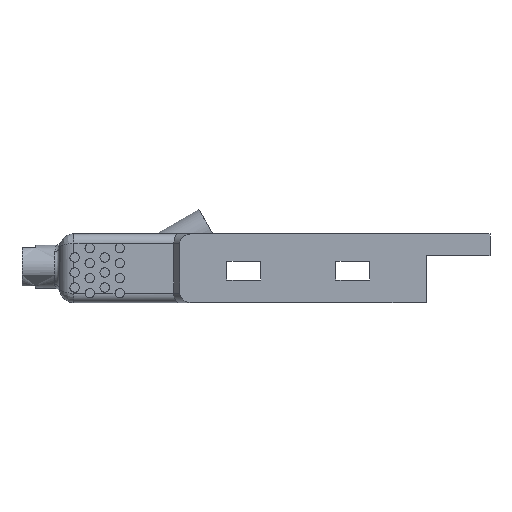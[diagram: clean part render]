
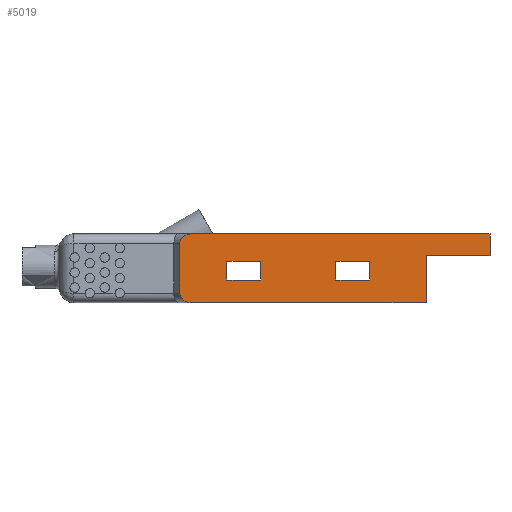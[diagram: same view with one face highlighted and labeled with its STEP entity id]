
A CAD part, front view. The second image highlights one B-rep face of the part: STEP entity #5019.
In plain terms, the highlighted planar face has unit normal (0, -1, 0).
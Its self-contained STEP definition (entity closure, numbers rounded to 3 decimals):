
#121=FACE_BOUND('',#1711,.T.);
#122=FACE_BOUND('',#1712,.T.);
#147=ELLIPSE('',#5445,0.614,0.5);
#148=ELLIPSE('',#5448,0.614,0.5);
#256=PLANE('',#5447);
#475=LINE('',#8346,#860);
#519=LINE('',#8888,#904);
#552=LINE('',#9086,#937);
#553=LINE('',#9089,#938);
#554=LINE('',#9091,#939);
#555=LINE('',#9092,#940);
#556=LINE('',#9095,#941);
#557=LINE('',#9097,#942);
#558=LINE('',#9099,#943);
#559=LINE('',#9100,#944);
#560=LINE('',#9103,#945);
#561=LINE('',#9105,#946);
#562=LINE('',#9107,#947);
#563=LINE('',#9108,#948);
#860=VECTOR('',#5998,10.);
#904=VECTOR('',#6178,10.);
#937=VECTOR('',#6349,10.);
#938=VECTOR('',#6352,10.);
#939=VECTOR('',#6353,10.);
#940=VECTOR('',#6354,10.);
#941=VECTOR('',#6355,10.);
#942=VECTOR('',#6356,10.);
#943=VECTOR('',#6357,10.);
#944=VECTOR('',#6358,10.);
#945=VECTOR('',#6359,10.);
#946=VECTOR('',#6360,10.);
#947=VECTOR('',#6361,10.);
#948=VECTOR('',#6362,10.);
#1354=FACE_OUTER_BOUND('',#1710,.T.);
#1710=EDGE_LOOP('',(#4127,#4128,#4129,#4130,#4131,#4132,#4133,#4134));
#1711=EDGE_LOOP('',(#4135,#4136,#4137,#4138));
#1712=EDGE_LOOP('',(#4139,#4140,#4141,#4142));
#2381=VERTEX_POINT('',#8343);
#2382=VERTEX_POINT('',#8345);
#2474=VERTEX_POINT('',#8885);
#2475=VERTEX_POINT('',#8887);
#2534=VERTEX_POINT('',#9080);
#2535=VERTEX_POINT('',#9085);
#2536=VERTEX_POINT('',#9088);
#2537=VERTEX_POINT('',#9090);
#2538=VERTEX_POINT('',#9093);
#2539=VERTEX_POINT('',#9094);
#2540=VERTEX_POINT('',#9096);
#2541=VERTEX_POINT('',#9098);
#2542=VERTEX_POINT('',#9101);
#2543=VERTEX_POINT('',#9102);
#2544=VERTEX_POINT('',#9104);
#2545=VERTEX_POINT('',#9106);
#2921=EDGE_CURVE('',#2381,#2382,#475,.T.);
#3041=EDGE_CURVE('',#2475,#2474,#519,.T.);
#3125=EDGE_CURVE('',#2534,#2381,#147,.T.);
#3126=EDGE_CURVE('',#2535,#2534,#552,.T.);
#3127=EDGE_CURVE('',#2475,#2535,#148,.T.);
#3128=EDGE_CURVE('',#2474,#2536,#553,.T.);
#3129=EDGE_CURVE('',#2536,#2537,#554,.T.);
#3130=EDGE_CURVE('',#2537,#2382,#555,.T.);
#3131=EDGE_CURVE('',#2538,#2539,#556,.T.);
#3132=EDGE_CURVE('',#2539,#2540,#557,.T.);
#3133=EDGE_CURVE('',#2540,#2541,#558,.T.);
#3134=EDGE_CURVE('',#2541,#2538,#559,.T.);
#3135=EDGE_CURVE('',#2542,#2543,#560,.T.);
#3136=EDGE_CURVE('',#2543,#2544,#561,.T.);
#3137=EDGE_CURVE('',#2544,#2545,#562,.T.);
#3138=EDGE_CURVE('',#2545,#2542,#563,.T.);
#4127=ORIENTED_EDGE('',*,*,#3125,.F.);
#4128=ORIENTED_EDGE('',*,*,#3126,.F.);
#4129=ORIENTED_EDGE('',*,*,#3127,.F.);
#4130=ORIENTED_EDGE('',*,*,#3041,.T.);
#4131=ORIENTED_EDGE('',*,*,#3128,.T.);
#4132=ORIENTED_EDGE('',*,*,#3129,.T.);
#4133=ORIENTED_EDGE('',*,*,#3130,.T.);
#4134=ORIENTED_EDGE('',*,*,#2921,.F.);
#4135=ORIENTED_EDGE('',*,*,#3131,.T.);
#4136=ORIENTED_EDGE('',*,*,#3132,.T.);
#4137=ORIENTED_EDGE('',*,*,#3133,.T.);
#4138=ORIENTED_EDGE('',*,*,#3134,.T.);
#4139=ORIENTED_EDGE('',*,*,#3135,.T.);
#4140=ORIENTED_EDGE('',*,*,#3136,.T.);
#4141=ORIENTED_EDGE('',*,*,#3137,.T.);
#4142=ORIENTED_EDGE('',*,*,#3138,.T.);
#5019=ADVANCED_FACE('',(#1354,#121,#122),#256,.T.);
#5445=AXIS2_PLACEMENT_3D('',#9082,#6343,#6344);
#5447=AXIS2_PLACEMENT_3D('',#9084,#6347,#6348);
#5448=AXIS2_PLACEMENT_3D('',#9087,#6350,#6351);
#5998=DIRECTION('',(1.,0.,0.));
#6178=DIRECTION('',(1.,0.,0.));
#6343=DIRECTION('center_axis',(0.,1.,0.));
#6344=DIRECTION('ref_axis',(-1.,0.,0.));
#6347=DIRECTION('center_axis',(0.,-1.,0.));
#6348=DIRECTION('ref_axis',(0.,0.,1.));
#6349=DIRECTION('',(0.,0.,1.));
#6350=DIRECTION('center_axis',(0.,1.,0.));
#6351=DIRECTION('ref_axis',(-1.,0.,0.));
#6352=DIRECTION('',(0.,0.,1.));
#6353=DIRECTION('',(1.,0.,0.));
#6354=DIRECTION('',(0.,0.,1.));
#6355=DIRECTION('',(0.,0.,1.));
#6356=DIRECTION('',(1.,0.,0.));
#6357=DIRECTION('',(0.,0.,-1.));
#6358=DIRECTION('',(-1.,0.,0.));
#6359=DIRECTION('',(0.,0.,1.));
#6360=DIRECTION('',(1.,0.,0.));
#6361=DIRECTION('',(0.,0.,-1.));
#6362=DIRECTION('',(-1.,0.,0.));
#8343=CARTESIAN_POINT('',(-15.886,-0.387,-0.085));
#8345=CARTESIAN_POINT('',(0.,-0.387,-0.085));
#8346=CARTESIAN_POINT('',(-7.5,-0.387,-0.085));
#8885=CARTESIAN_POINT('',(-3.4,-0.387,-3.735));
#8887=CARTESIAN_POINT('',(-15.886,-0.387,-3.735));
#8888=CARTESIAN_POINT('',(-15.,-0.387,-3.735));
#9080=CARTESIAN_POINT('',(-16.5,-0.387,-0.585));
#9082=CARTESIAN_POINT('Origin',(-15.886,-0.387,-0.585));
#9084=CARTESIAN_POINT('Origin',(-15.,-0.387,-3.735));
#9085=CARTESIAN_POINT('',(-16.5,-0.387,-3.235));
#9086=CARTESIAN_POINT('',(-16.5,-0.387,-0.335));
#9087=CARTESIAN_POINT('Origin',(-15.886,-0.387,-3.235));
#9088=CARTESIAN_POINT('',(-3.4,-0.387,-1.235));
#9089=CARTESIAN_POINT('',(-3.4,-0.387,-2.485));
#9090=CARTESIAN_POINT('',(0.,-0.387,-1.235));
#9091=CARTESIAN_POINT('',(-5.892,-0.387,-1.235));
#9092=CARTESIAN_POINT('',(0.,-0.387,-1.185));
#9093=CARTESIAN_POINT('',(-8.2,-0.387,-2.535));
#9094=CARTESIAN_POINT('',(-8.2,-0.387,-1.535));
#9095=CARTESIAN_POINT('',(-8.2,-0.387,-2.635));
#9096=CARTESIAN_POINT('',(-6.4,-0.387,-1.535));
#9097=CARTESIAN_POINT('',(-10.7,-0.387,-1.535));
#9098=CARTESIAN_POINT('',(-6.4,-0.387,-2.535));
#9099=CARTESIAN_POINT('',(-6.4,-0.387,-3.135));
#9100=CARTESIAN_POINT('',(-11.6,-0.387,-2.535));
#9101=CARTESIAN_POINT('',(-14.,-0.387,-2.535));
#9102=CARTESIAN_POINT('',(-14.,-0.387,-1.535));
#9103=CARTESIAN_POINT('',(-14.,-0.387,-2.635));
#9104=CARTESIAN_POINT('',(-12.2,-0.387,-1.535));
#9105=CARTESIAN_POINT('',(-13.6,-0.387,-1.535));
#9106=CARTESIAN_POINT('',(-12.2,-0.387,-2.535));
#9107=CARTESIAN_POINT('',(-12.2,-0.387,-3.135));
#9108=CARTESIAN_POINT('',(-14.5,-0.387,-2.535));
